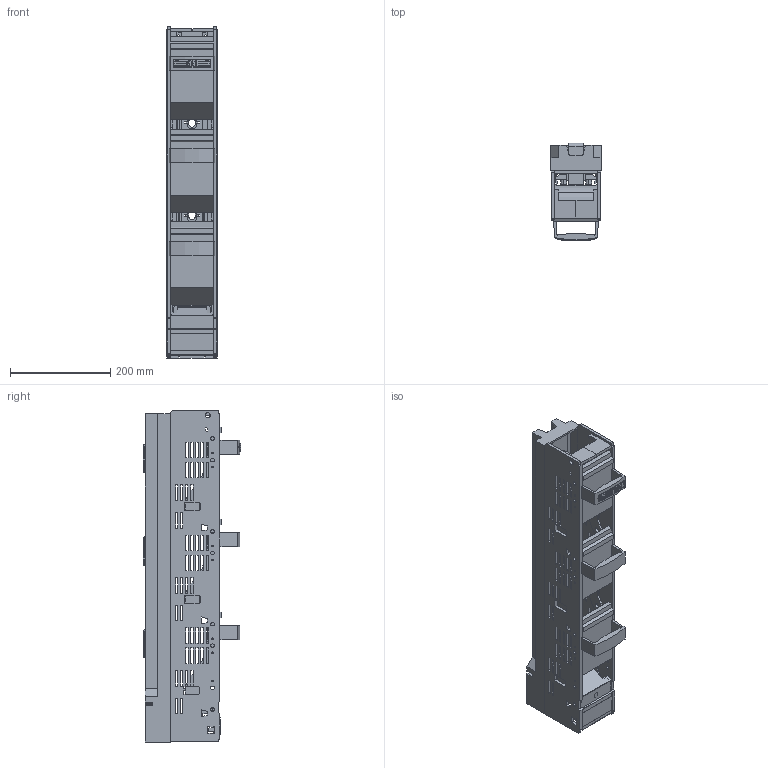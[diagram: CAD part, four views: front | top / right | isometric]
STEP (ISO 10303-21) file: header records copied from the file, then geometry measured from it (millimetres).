
FILE_DESCRIPTION((''),'2;1');
FILE_NAME('SL1_3X3_3A_ASM','2021-04-15T',('marketing.praksa'),('Audax d.o.o.'),'CREO PARAMETRIC BY PTC INC, 2017480','CREO PARAMETRIC BY PTC INC, 2017480','');
FILE_SCHEMA(('AUTOMOTIVE_DESIGN { 1 0 10303 214 1 1 1 1 }'));
Products named in the file (17): 802870_L05_LEISTENDECKEL__OBE_3; 804189_01_L01_NH-LEISTENU-263_2; 804189_01_L01_NH-LEISTENU-383_2; 804189_01_L01_NH-LEISTENU-503_2; 804189_01_L01_NH-LEISTENU-507_2; 804189_01_L01_NH-LEISTENU-512_2; 804189_01_L01_NH-LEISTENU-519_2; 804189_01_L01_NH-LEISTENU-526_2; 804189_01_L01_NH-LEISTENU-758_2; 804189_01_L01_NH-LEISTENU-822_2; 804189_01_L01_NH-LEISTENU-887_2; BASE; COPP; PRT0127; PRT0126; PRT8780; SL1_3X3_3A_ASM
Assembly tree (16 placements, depth 2):
  SL1_3X3_3A_ASM
    802870_L05_LEISTENDECKEL__OBE_3
    804189_01_L01_NH-LEISTENU-263_2
    804189_01_L01_NH-LEISTENU-383_2
    804189_01_L01_NH-LEISTENU-503_2
    804189_01_L01_NH-LEISTENU-507_2
    804189_01_L01_NH-LEISTENU-512_2
    804189_01_L01_NH-LEISTENU-519_2
    804189_01_L01_NH-LEISTENU-526_2
    804189_01_L01_NH-LEISTENU-758_2
    804189_01_L01_NH-LEISTENU-822_2
    804189_01_L01_NH-LEISTENU-887_2
    BASE
    COPP
    PRT0127
    PRT0126
    PRT8780
Bounding box: 100 x 194.83 x 662 mm (x, y, z)
Volume: 2970079.9 mm3; surface area: 1031606 mm2
Topology: 21 solids, 21 shells, 3389 faces, 9218 edges, 5850 vertices
Faces by surface type: plane 2762, cylinder 509, bspline 81, cone 27, extrusion 6, torus 4
Entity records: 165966 total; most frequent: CARTESIAN_POINT 27824, ORIENTED_EDGE 18436, DIRECTION 16544, PRESENTATION_STYLE_ASSIGNMENT 12634, STYLED_ITEM 12634, CURVE_STYLE 9224, EDGE_CURVE 9218, VECTOR 7420
